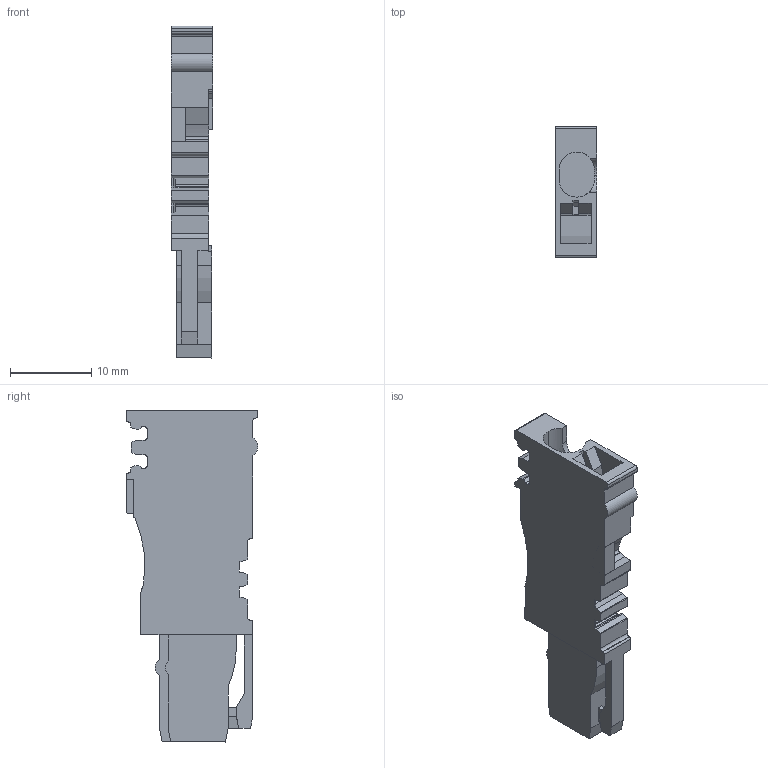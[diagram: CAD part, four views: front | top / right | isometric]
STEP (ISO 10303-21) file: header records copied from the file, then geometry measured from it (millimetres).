
FILE_DESCRIPTION(('CATIA V5 STEP Exchange','CAx-IF Rec.Pracs.--- Model Styling and Organization---1.4--- 2014-01-23'),'2;1');
FILE_NAME ('003119-2_1', '2019-02-21T08:00:10+00:00', ('none'), ('Weidmueller'), 'CATIA Version 5-6 Release 2016 SP3 HF44', 'CATIA V5 STEP AP214', 'none');
FILE_SCHEMA(('AUTOMOTIVE_DESIGN { 1 0 10303 214 1 1 1 1 }'));
Length unit declared in the file: millimetre
Products named in the file (1): 1009060000
Bounding box: 5.1 x 16.15 x 40.75 mm (x, y, z)
Volume: 1853.6 mm3; surface area: 2035.9 mm2
Topology: 1 solids, 1 shells, 271 faces, 775 edges, 516 vertices
Faces by surface type: plane 177, cylinder 94
Entity records: 9044 total; most frequent: CARTESIAN_POINT 1695, ORIENTED_EDGE 1550, DIRECTION 1295, EDGE_CURVE 775, VECTOR 582, LINE 582, VERTEX_POINT 516, AXIS2_PLACEMENT_3D 443
